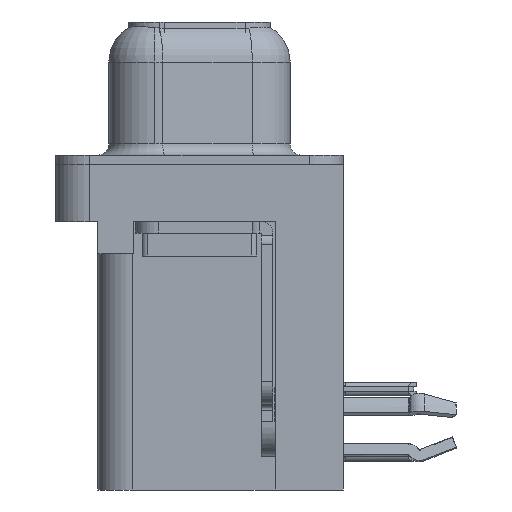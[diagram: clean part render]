
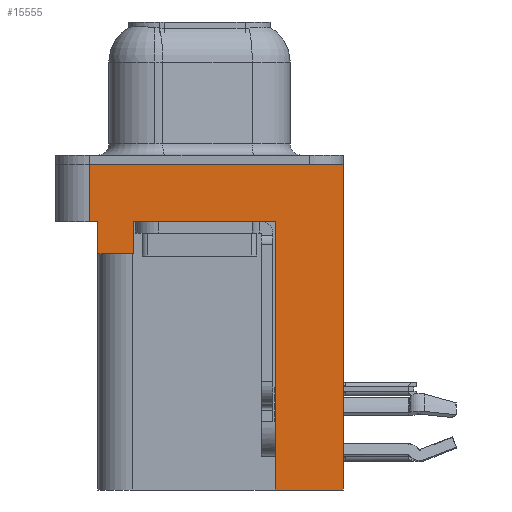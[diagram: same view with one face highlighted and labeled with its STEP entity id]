
A CAD part, left-side view. The second image highlights one B-rep face of the part: STEP entity #15555.
In plain terms, the highlighted planar face has unit normal (-1, 0, 0).
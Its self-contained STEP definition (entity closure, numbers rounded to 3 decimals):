
#654 = CARTESIAN_POINT ( 'NONE',  ( -2.91, -3.295, -2.5 ) ) ;
#791 = ORIENTED_EDGE ( 'NONE', *, *, #19460, .F. ) ;
#823 = VECTOR ( 'NONE', #5254, 1000. ) ;
#1108 = AXIS2_PLACEMENT_3D ( 'NONE', #3996, #6700, #29871 ) ;
#2236 = VERTEX_POINT ( 'NONE', #17078 ) ;
#3479 = CARTESIAN_POINT ( 'NONE',  ( -2.91, -6.275, -2.5 ) ) ;
#3996 = CARTESIAN_POINT ( 'NONE',  ( -2.91, -6.275, -2.5 ) ) ;
#4339 = CARTESIAN_POINT ( 'NONE',  ( -2.91, 4.425, -3.9 ) ) ;
#4534 = VECTOR ( 'NONE', #8376, 1000. ) ;
#5152 = LINE ( 'NONE', #13638, #27385 ) ;
#5254 = DIRECTION ( 'NONE',  ( 0., 0., 1. ) ) ;
#5281 = ORIENTED_EDGE ( 'NONE', *, *, #25575, .T. ) ;
#5684 = EDGE_LOOP ( 'NONE', ( #32111, #791, #18156, #10626, #29813, #5281, #19163, #32889, #36690, #17028 ) ) ;
#6116 = CARTESIAN_POINT ( 'NONE',  ( -2.91, 4.775, -2.5 ) ) ;
#6250 = DIRECTION ( 'NONE',  ( 0., -1., 0. ) ) ;
#6700 = DIRECTION ( 'NONE',  ( -1., 0., 0. ) ) ;
#8376 = DIRECTION ( 'NONE',  ( 0., 0., 1. ) ) ;
#10626 = ORIENTED_EDGE ( 'NONE', *, *, #26142, .F. ) ;
#10641 = CARTESIAN_POINT ( 'NONE',  ( -2.91, 4.425, -3.9 ) ) ;
#10888 = VERTEX_POINT ( 'NONE', #15041 ) ;
#11107 = VERTEX_POINT ( 'NONE', #6116 ) ;
#11234 = CARTESIAN_POINT ( 'NONE',  ( -2.91, 4.425, -2.5 ) ) ;
#11965 = LINE ( 'NONE', #26649, #36345 ) ;
#12070 = LINE ( 'NONE', #34694, #33740 ) ;
#13204 = CARTESIAN_POINT ( 'NONE',  ( -2.91, 2.895, -3.9 ) ) ;
#13443 = DIRECTION ( 'NONE',  ( 0., 1., 0. ) ) ;
#13638 = CARTESIAN_POINT ( 'NONE',  ( -2.91, -3.295, -14.2 ) ) ;
#15041 = CARTESIAN_POINT ( 'NONE',  ( -2.91, -6.275, 0. ) ) ;
#15555 = ADVANCED_FACE ( 'NONE', ( #36033 ), #18089, .T. ) ;
#15612 = VECTOR ( 'NONE', #26274, 1000. ) ;
#16484 = VERTEX_POINT ( 'NONE', #29316 ) ;
#17028 = ORIENTED_EDGE ( 'NONE', *, *, #27267, .T. ) ;
#17078 = CARTESIAN_POINT ( 'NONE',  ( -2.91, 4.775, 0. ) ) ;
#17160 = VERTEX_POINT ( 'NONE', #4339 ) ;
#17432 = CARTESIAN_POINT ( 'NONE',  ( -2.91, 2.895, -3.9 ) ) ;
#17860 = EDGE_CURVE ( 'NONE', #25501, #17160, #37086, .T. ) ;
#18089 = PLANE ( 'NONE',  #1108 ) ;
#18137 = DIRECTION ( 'NONE',  ( 0., 0., 1. ) ) ;
#18156 = ORIENTED_EDGE ( 'NONE', *, *, #32062, .T. ) ;
#18327 = DIRECTION ( 'NONE',  ( 0., -1., 0. ) ) ;
#19163 = ORIENTED_EDGE ( 'NONE', *, *, #23163, .T. ) ;
#19460 = EDGE_CURVE ( 'NONE', #11107, #2236, #11965, .T. ) ;
#19920 = LINE ( 'NONE', #28816, #823 ) ;
#20830 = VERTEX_POINT ( 'NONE', #11234 ) ;
#20839 = VECTOR ( 'NONE', #22406, 1000. ) ;
#21913 = LINE ( 'NONE', #37558, #33372 ) ;
#22406 = DIRECTION ( 'NONE',  ( 0., 1., 0. ) ) ;
#23163 = EDGE_CURVE ( 'NONE', #30219, #26891, #21913, .T. ) ;
#23665 = DIRECTION ( 'NONE',  ( 0., 0., 1. ) ) ;
#25501 = VERTEX_POINT ( 'NONE', #13204 ) ;
#25575 = EDGE_CURVE ( 'NONE', #25501, #30219, #26516, .T. ) ;
#25755 = CARTESIAN_POINT ( 'NONE',  ( -2.91, 2.895, -2.5 ) ) ;
#25796 = EDGE_CURVE ( 'NONE', #2236, #10888, #35569, .T. ) ;
#26142 = EDGE_CURVE ( 'NONE', #17160, #20830, #34956, .T. ) ;
#26274 = DIRECTION ( 'NONE',  ( 0., 0., 1. ) ) ;
#26516 = LINE ( 'NONE', #17432, #4534 ) ;
#26649 = CARTESIAN_POINT ( 'NONE',  ( -2.91, 4.775, -2.5 ) ) ;
#26891 = VERTEX_POINT ( 'NONE', #654 ) ;
#27082 = CARTESIAN_POINT ( 'NONE',  ( -2.91, -6.275, 0. ) ) ;
#27267 = EDGE_CURVE ( 'NONE', #37955, #10888, #19920, .T. ) ;
#27385 = VECTOR ( 'NONE', #13443, 1000. ) ;
#28635 = EDGE_CURVE ( 'NONE', #37955, #16484, #5152, .T. ) ;
#28808 = VECTOR ( 'NONE', #18327, 1000. ) ;
#28816 = CARTESIAN_POINT ( 'NONE',  ( -2.91, -6.275, -2.5 ) ) ;
#29187 = CARTESIAN_POINT ( 'NONE',  ( -2.91, 4.425, -3.9 ) ) ;
#29316 = CARTESIAN_POINT ( 'NONE',  ( -2.91, -3.295, -14.2 ) ) ;
#29346 = CARTESIAN_POINT ( 'NONE',  ( -2.91, -6.275, -14.2 ) ) ;
#29813 = ORIENTED_EDGE ( 'NONE', *, *, #17860, .F. ) ;
#29871 = DIRECTION ( 'NONE',  ( 0., 0., 1. ) ) ;
#30219 = VERTEX_POINT ( 'NONE', #25755 ) ;
#32062 = EDGE_CURVE ( 'NONE', #11107, #20830, #33002, .T. ) ;
#32111 = ORIENTED_EDGE ( 'NONE', *, *, #25796, .F. ) ;
#32889 = ORIENTED_EDGE ( 'NONE', *, *, #33925, .F. ) ;
#33002 = LINE ( 'NONE', #3479, #28808 ) ;
#33372 = VECTOR ( 'NONE', #33688, 1000. ) ;
#33688 = DIRECTION ( 'NONE',  ( 0., -1., 0. ) ) ;
#33740 = VECTOR ( 'NONE', #23665, 1000. ) ;
#33925 = EDGE_CURVE ( 'NONE', #16484, #26891, #12070, .T. ) ;
#34694 = CARTESIAN_POINT ( 'NONE',  ( -2.91, -3.295, -14.2 ) ) ;
#34956 = LINE ( 'NONE', #29187, #15612 ) ;
#35569 = LINE ( 'NONE', #27082, #37201 ) ;
#36033 = FACE_OUTER_BOUND ( 'NONE', #5684, .T. ) ;
#36345 = VECTOR ( 'NONE', #18137, 1000. ) ;
#36690 = ORIENTED_EDGE ( 'NONE', *, *, #28635, .F. ) ;
#37086 = LINE ( 'NONE', #10641, #20839 ) ;
#37201 = VECTOR ( 'NONE', #6250, 1000. ) ;
#37558 = CARTESIAN_POINT ( 'NONE',  ( -2.91, -6.275, -2.5 ) ) ;
#37955 = VERTEX_POINT ( 'NONE', #29346 ) ;
